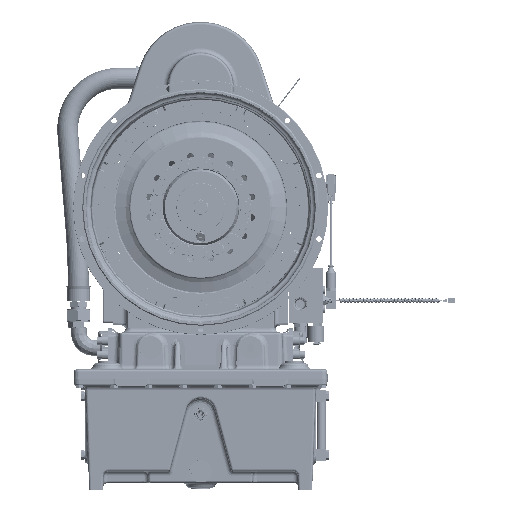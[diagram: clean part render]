
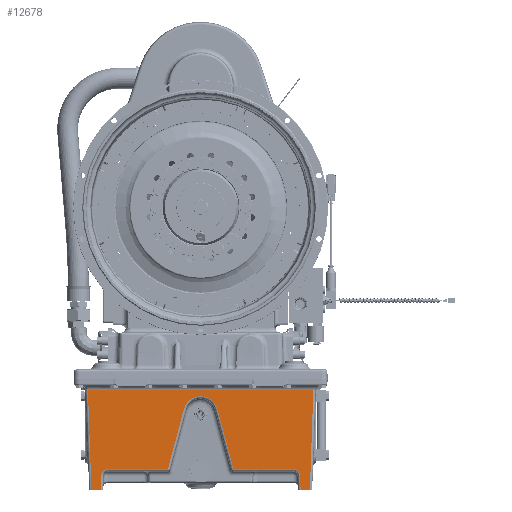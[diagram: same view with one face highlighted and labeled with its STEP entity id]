
A CAD part, top view. The second image highlights one B-rep face of the part: STEP entity #12678.
In plain terms, the highlighted planar face has unit normal (0, -0.035, 0.999).
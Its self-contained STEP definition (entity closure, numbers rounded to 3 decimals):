
#754 = VERTEX_POINT ( 'NONE', #87682 ) ;
#1751 = EDGE_CURVE ( 'NONE', #67637, #76274, #160136, .T. ) ;
#2914 = VECTOR ( 'NONE', #12143, 1000. ) ;
#3327 = VECTOR ( 'NONE', #242717, 1000. ) ;
#3744 =( BOUNDED_CURVE ( )  B_SPLINE_CURVE ( 3, ( #112116, #131857, #75152, #91175 ),
 .UNSPECIFIED., .F., .T. ) 
 B_SPLINE_CURVE_WITH_KNOTS ( ( 4, 4 ),
 ( 1.606, 3.142 ),
 .UNSPECIFIED. ) 
 CURVE ( )  GEOMETRIC_REPRESENTATION_ITEM ( )  RATIONAL_B_SPLINE_CURVE ( ( 1., 0.813, 0.813, 1. ) ) 
 REPRESENTATION_ITEM ( '' )  );
#5998 = CARTESIAN_POINT ( 'NONE',  ( 180., -566.374, -134.69 ) ) ;
#10914 = CARTESIAN_POINT ( 'NONE',  ( -244.486, -381.005, -128.217 ) ) ;
#12143 = DIRECTION ( 'NONE',  ( 0.035, -0.999, -0.035 ) ) ;
#12459 = DIRECTION ( 'NONE',  ( -1., 0., 0. ) ) ;
#12678 = ADVANCED_FACE ( 'NONE', ( #135115 ), #136345, .T. ) ;
#13894 = CARTESIAN_POINT ( 'NONE',  ( 200.343, -566.374, -134.69 ) ) ;
#14283 = DIRECTION ( 'NONE',  ( 0.259, -0.965, -0.034 ) ) ;
#18316 = CARTESIAN_POINT ( 'NONE',  ( -36.179, -436.507, -130.155 ) ) ;
#22227 = CARTESIAN_POINT ( 'NONE',  ( 36.222, -436.669, -130.161 ) ) ;
#23431 = CARTESIAN_POINT ( 'NONE',  ( 23.867, -390.56, -128.551 ) ) ;
#24500 = CARTESIAN_POINT ( 'NONE',  ( -243.968, -395.851, -128.735 ) ) ;
#27126 = VECTOR ( 'NONE', #109077, 1000. ) ;
#28031 = EDGE_CURVE ( 'NONE', #45506, #211600, #133674, .T. ) ;
#28325 = EDGE_CURVE ( 'NONE', #152893, #67637, #68695, .T. ) ;
#29488 = DIRECTION ( 'NONE',  ( 1., 0., 0. ) ) ;
#30490 = VECTOR ( 'NONE', #79186, 1000. ) ;
#31437 = VERTEX_POINT ( 'NONE', #24500 ) ;
#32314 = VECTOR ( 'NONE', #86117, 1000. ) ;
#37397 = LINE ( 'NONE', #59568, #30490 ) ;
#39284 = CARTESIAN_POINT ( 'NONE',  ( 216.394, -611.2, -136.256 ) ) ;
#45506 = VERTEX_POINT ( 'NONE', #77009 ) ;
#46996 = CARTESIAN_POINT ( 'NONE',  ( 243.968, -395.851, -128.735 ) ) ;
#47289 = CARTESIAN_POINT ( 'NONE',  ( 215.334, -580.851, -135.196 ) ) ;
#51042 = VECTOR ( 'NONE', #29488, 1000. ) ;
#51958 = LINE ( 'NONE', #161645, #113274 ) ;
#53160 = EDGE_CURVE ( 'NONE', #45506, #76274, #51958, .T. ) ;
#54798 = EDGE_CURVE ( 'NONE', #754, #121977, #163799, .T. ) ;
#59568 = CARTESIAN_POINT ( 'NONE',  ( 180., -611.2, -136.256 ) ) ;
#63165 = VECTOR ( 'NONE', #197000, 1000. ) ;
#66438 = LINE ( 'NONE', #5998, #63165 ) ;
#66945 = ORIENTED_EDGE ( 'NONE', *, *, #141654, .T. ) ;
#67637 = VERTEX_POINT ( 'NONE', #164432 ) ;
#68317 = VECTOR ( 'NONE', #122090, 1000. ) ;
#68695 =( BOUNDED_CURVE ( )  B_SPLINE_CURVE ( 3, ( #13894, #239365, #216050, #47289 ),
 .UNSPECIFIED., .F., .F. ) 
 B_SPLINE_CURVE_WITH_KNOTS ( ( 4, 4 ),
 ( 0., 1.536 ),
 .UNSPECIFIED. ) 
 CURVE ( )  GEOMETRIC_REPRESENTATION_ITEM ( )  RATIONAL_B_SPLINE_CURVE ( ( 1., 0.813, 0.813, 1. ) ) 
 REPRESENTATION_ITEM ( '' )  );
#68892 = LINE ( 'NONE', #10914, #32314 ) ;
#75152 = CARTESIAN_POINT ( 'NONE',  ( -208.889, -566.374, -134.69 ) ) ;
#76274 = VERTEX_POINT ( 'NONE', #39284 ) ;
#77009 = CARTESIAN_POINT ( 'NONE',  ( 236.447, -611.2, -136.256 ) ) ;
#78905 = CARTESIAN_POINT ( 'NONE',  ( -36.222, -436.669, -130.161 ) ) ;
#79186 = DIRECTION ( 'NONE',  ( -1., 0., 0. ) ) ;
#79427 = ORIENTED_EDGE ( 'NONE', *, *, #28325, .T. ) ;
#86117 = DIRECTION ( 'NONE',  ( 0.035, -0.999, -0.035 ) ) ;
#86166 = AXIS2_PLACEMENT_3D ( 'NONE', #211401, #174459, #198981 ) ;
#87682 = CARTESIAN_POINT ( 'NONE',  ( -200.343, -566.374, -134.69 ) ) ;
#88295 = CARTESIAN_POINT ( 'NONE',  ( 70.977, -566.374, -134.69 ) ) ;
#91175 = CARTESIAN_POINT ( 'NONE',  ( -200.343, -566.374, -134.69 ) ) ;
#98338 = ORIENTED_EDGE ( 'NONE', *, *, #1751, .T. ) ;
#103053 = CARTESIAN_POINT ( 'NONE',  ( -216.394, -611.2, -136.256 ) ) ;
#104124 = CARTESIAN_POINT ( 'NONE',  ( -236.447, -611.2, -136.256 ) ) ;
#109077 = DIRECTION ( 'NONE',  ( 0.035, 0.999, 0.035 ) ) ;
#111270 = EDGE_CURVE ( 'NONE', #182958, #134963, #37397, .T. ) ;
#112116 = CARTESIAN_POINT ( 'NONE',  ( -215.334, -580.851, -135.196 ) ) ;
#113274 = VECTOR ( 'NONE', #12459, 1000. ) ;
#113735 = ORIENTED_EDGE ( 'NONE', *, *, #124045, .T. ) ;
#114274 = CARTESIAN_POINT ( 'NONE',  ( 200.343, -566.374, -134.69 ) ) ;
#114465 = LINE ( 'NONE', #18316, #129564 ) ;
#120386 = VECTOR ( 'NONE', #14283, 1000. ) ;
#121073 = ORIENTED_EDGE ( 'NONE', *, *, #215770, .T. ) ;
#121912 = CARTESIAN_POINT ( 'NONE',  ( 216.562, -616.026, -136.424 ) ) ;
#121977 = VERTEX_POINT ( 'NONE', #195604 ) ;
#122090 = DIRECTION ( 'NONE',  ( 0.035, 0.999, 0.035 ) ) ;
#122909 = VERTEX_POINT ( 'NONE', #222954 ) ;
#124045 = EDGE_CURVE ( 'NONE', #181601, #754, #3744, .T. ) ;
#129564 = VECTOR ( 'NONE', #168729, 1000. ) ;
#130048 = VERTEX_POINT ( 'NONE', #208699 ) ;
#131857 = CARTESIAN_POINT ( 'NONE',  ( -215.036, -572.311, -134.898 ) ) ;
#133674 = LINE ( 'NONE', #208749, #27126 ) ;
#134963 = VERTEX_POINT ( 'NONE', #104124 ) ;
#135115 = FACE_OUTER_BOUND ( 'NONE', #157975, .T. ) ;
#135686 = CARTESIAN_POINT ( 'NONE',  ( -23.867, -390.56, -128.551 ) ) ;
#136345 = PLANE ( 'NONE',  #86166 ) ;
#141654 = EDGE_CURVE ( 'NONE', #130048, #194011, #218840, .T. ) ;
#142042 =( BOUNDED_CURVE ( )  B_SPLINE_CURVE ( 3, ( #78905, #135686, #23431, #22227 ),
 .UNSPECIFIED., .F., .T. ) 
 B_SPLINE_CURVE_WITH_KNOTS ( ( 4, 4 ),
 ( 4.974, 7.592 ),
 .UNSPECIFIED. ) 
 CURVE ( )  GEOMETRIC_REPRESENTATION_ITEM ( )  RATIONAL_B_SPLINE_CURVE ( ( 1., 0.506, 0.506, 1. ) ) 
 REPRESENTATION_ITEM ( '' )  );
#143257 = ORIENTED_EDGE ( 'NONE', *, *, #180485, .T. ) ;
#146755 = CARTESIAN_POINT ( 'NONE',  ( 180., -395.851, -128.735 ) ) ;
#152893 = VERTEX_POINT ( 'NONE', #114274 ) ;
#157975 = EDGE_LOOP ( 'NONE', ( #214451, #210724, #121073, #208359, #183137, #202154, #113735, #213975, #143257, #216153, #66945, #223144, #79427, #98338 ) ) ;
#160136 = LINE ( 'NONE', #121912, #2914 ) ;
#161645 = CARTESIAN_POINT ( 'NONE',  ( 180., -611.2, -136.256 ) ) ;
#163415 = CARTESIAN_POINT ( 'NONE',  ( 70.934, -566.213, -134.685 ) ) ;
#163799 = LINE ( 'NONE', #220414, #51042 ) ;
#163870 = EDGE_CURVE ( 'NONE', #194011, #152893, #66438, .T. ) ;
#164432 = CARTESIAN_POINT ( 'NONE',  ( 215.334, -580.851, -135.196 ) ) ;
#165327 = EDGE_CURVE ( 'NONE', #31437, #134963, #68892, .T. ) ;
#168729 = DIRECTION ( 'NONE',  ( 0.259, 0.965, 0.034 ) ) ;
#174459 = DIRECTION ( 'NONE',  ( 0., -0.035, 0.999 ) ) ;
#178769 = CARTESIAN_POINT ( 'NONE',  ( -215.328, -580.677, -135.19 ) ) ;
#180485 = EDGE_CURVE ( 'NONE', #121977, #122909, #114465, .T. ) ;
#181601 = VERTEX_POINT ( 'NONE', #231410 ) ;
#182958 = VERTEX_POINT ( 'NONE', #103053 ) ;
#183137 = ORIENTED_EDGE ( 'NONE', *, *, #111270, .F. ) ;
#194011 = VERTEX_POINT ( 'NONE', #88295 ) ;
#195604 = CARTESIAN_POINT ( 'NONE',  ( -70.977, -566.374, -134.69 ) ) ;
#197000 = DIRECTION ( 'NONE',  ( 1., 0., 0. ) ) ;
#198981 = DIRECTION ( 'NONE',  ( 0., -0.999, -0.035 ) ) ;
#202154 = ORIENTED_EDGE ( 'NONE', *, *, #230176, .T. ) ;
#208359 = ORIENTED_EDGE ( 'NONE', *, *, #165327, .T. ) ;
#208699 = CARTESIAN_POINT ( 'NONE',  ( 36.222, -436.669, -130.161 ) ) ;
#208749 = CARTESIAN_POINT ( 'NONE',  ( 244.924, -368.464, -127.779 ) ) ;
#210724 = ORIENTED_EDGE ( 'NONE', *, *, #28031, .T. ) ;
#211401 = CARTESIAN_POINT ( 'NONE',  ( 180., -366.2, -127.7 ) ) ;
#211600 = VERTEX_POINT ( 'NONE', #46996 ) ;
#213975 = ORIENTED_EDGE ( 'NONE', *, *, #54798, .T. ) ;
#214451 = ORIENTED_EDGE ( 'NONE', *, *, #53160, .F. ) ;
#214481 = LINE ( 'NONE', #178769, #68317 ) ;
#215770 = EDGE_CURVE ( 'NONE', #211600, #31437, #240275, .T. ) ;
#216050 = CARTESIAN_POINT ( 'NONE',  ( 215.036, -572.311, -134.898 ) ) ;
#216153 = ORIENTED_EDGE ( 'NONE', *, *, #231951, .T. ) ;
#218840 = LINE ( 'NONE', #163415, #120386 ) ;
#220414 = CARTESIAN_POINT ( 'NONE',  ( 180., -566.374, -134.69 ) ) ;
#222954 = CARTESIAN_POINT ( 'NONE',  ( -36.222, -436.669, -130.161 ) ) ;
#223144 = ORIENTED_EDGE ( 'NONE', *, *, #163870, .T. ) ;
#230176 = EDGE_CURVE ( 'NONE', #182958, #181601, #214481, .T. ) ;
#231410 = CARTESIAN_POINT ( 'NONE',  ( -215.334, -580.851, -135.196 ) ) ;
#231951 = EDGE_CURVE ( 'NONE', #122909, #130048, #142042, .T. ) ;
#239365 = CARTESIAN_POINT ( 'NONE',  ( 208.889, -566.374, -134.69 ) ) ;
#240275 = LINE ( 'NONE', #146755, #3327 ) ;
#242717 = DIRECTION ( 'NONE',  ( -1., 0., 0. ) ) ;
